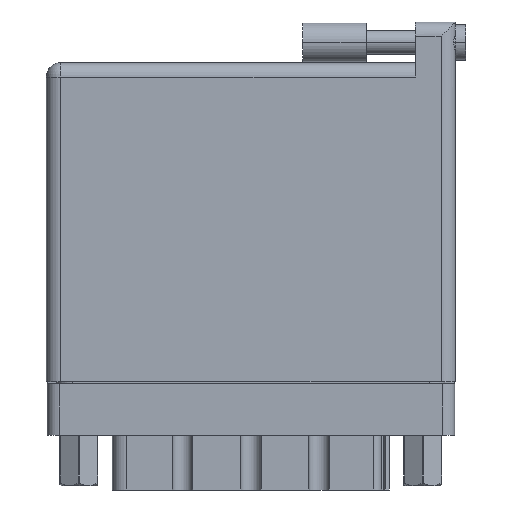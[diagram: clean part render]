
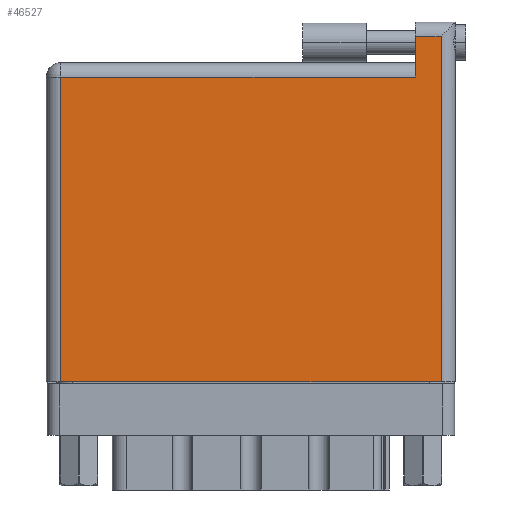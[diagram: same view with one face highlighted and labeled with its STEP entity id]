
A CAD part, front view. The second image highlights one B-rep face of the part: STEP entity #46527.
In plain terms, the highlighted face is planar.
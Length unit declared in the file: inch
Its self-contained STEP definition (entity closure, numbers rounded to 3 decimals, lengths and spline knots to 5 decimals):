
#798 = DIRECTION ( 'NONE',  ( -1., 0., 0. ) ) ;
#1628 = VERTEX_POINT ( 'NONE', #33597 ) ;
#3026 = CARTESIAN_POINT ( 'NONE',  ( 0.07, 0., 0. ) ) ;
#3212 = VERTEX_POINT ( 'NONE', #14431 ) ;
#6518 = EDGE_CURVE ( 'NONE', #33004, #3212, #48741, .T. ) ;
#6737 = VECTOR ( 'NONE', #22740, 39.37008 ) ;
#6919 = LINE ( 'NONE', #32466, #31511 ) ;
#6933 = LINE ( 'NONE', #10721, #46575 ) ;
#7247 = CARTESIAN_POINT ( 'NONE',  ( 1.811, 1.766, 0. ) ) ;
#8794 = LINE ( 'NONE', #3026, #38195 ) ;
#9128 = PLANE ( 'NONE',  #31721 ) ;
#9167 = LINE ( 'NONE', #30984, #6737 ) ;
#9925 = CARTESIAN_POINT ( 'NONE',  ( 1.938, 1.696, 0. ) ) ;
#10480 = EDGE_CURVE ( 'NONE', #1628, #33004, #41847, .T. ) ;
#10721 = CARTESIAN_POINT ( 'NONE',  ( 0., 0., 0. ) ) ;
#10967 = EDGE_CURVE ( 'NONE', #3212, #41785, #8794, .T. ) ;
#11065 = DIRECTION ( 'NONE',  ( 0., -1., 0. ) ) ;
#11571 = ORIENTED_EDGE ( 'NONE', *, *, #45928, .T. ) ;
#13486 = ORIENTED_EDGE ( 'NONE', *, *, #6518, .T. ) ;
#14431 = CARTESIAN_POINT ( 'NONE',  ( 0.07, 1.496, 0. ) ) ;
#15112 = DIRECTION ( 'NONE',  ( 0., -1., 0. ) ) ;
#17912 = EDGE_CURVE ( 'NONE', #39168, #29916, #6919, .T. ) ;
#19482 = CARTESIAN_POINT ( 'NONE',  ( 1.811, 1.496, 0. ) ) ;
#20130 = CARTESIAN_POINT ( 'NONE',  ( 0.07, 0., 0. ) ) ;
#22562 = VECTOR ( 'NONE', #15112, 39.37008 ) ;
#22740 = DIRECTION ( 'NONE',  ( -1., 0., 0. ) ) ;
#23057 = FACE_OUTER_BOUND ( 'NONE', #45208, .T. ) ;
#26539 = VECTOR ( 'NONE', #798, 39.37008 ) ;
#29916 = VERTEX_POINT ( 'NONE', #9925 ) ;
#30984 = CARTESIAN_POINT ( 'NONE',  ( 0., 1.696, 0. ) ) ;
#31511 = VECTOR ( 'NONE', #32809, 39.37008 ) ;
#31721 = AXIS2_PLACEMENT_3D ( 'NONE', #32072, #31904, #39521 ) ;
#31904 = DIRECTION ( 'NONE',  ( 0., 0., -1. ) ) ;
#32072 = CARTESIAN_POINT ( 'NONE',  ( 0., 1.566, 0. ) ) ;
#32466 = CARTESIAN_POINT ( 'NONE',  ( 1.938, 1.766, 0. ) ) ;
#32809 = DIRECTION ( 'NONE',  ( 0., 1., 0. ) ) ;
#33004 = VERTEX_POINT ( 'NONE', #19482 ) ;
#33597 = CARTESIAN_POINT ( 'NONE',  ( 1.811, 1.696, 0. ) ) ;
#34469 = CARTESIAN_POINT ( 'NONE',  ( 1.938, 0., 0. ) ) ;
#37200 = ORIENTED_EDGE ( 'NONE', *, *, #10480, .T. ) ;
#38195 = VECTOR ( 'NONE', #11065, 39.37008 ) ;
#39168 = VERTEX_POINT ( 'NONE', #34469 ) ;
#39521 = DIRECTION ( 'NONE',  ( -1., 0., 0. ) ) ;
#39992 = ORIENTED_EDGE ( 'NONE', *, *, #40194, .T. ) ;
#40194 = EDGE_CURVE ( 'NONE', #29916, #1628, #9167, .T. ) ;
#41319 = ORIENTED_EDGE ( 'NONE', *, *, #10967, .T. ) ;
#41785 = VERTEX_POINT ( 'NONE', #20130 ) ;
#41847 = LINE ( 'NONE', #7247, #22562 ) ;
#43078 = ORIENTED_EDGE ( 'NONE', *, *, #17912, .T. ) ;
#45208 = EDGE_LOOP ( 'NONE', ( #11571, #43078, #39992, #37200, #13486, #41319 ) ) ;
#45928 = EDGE_CURVE ( 'NONE', #41785, #39168, #6933, .T. ) ;
#46527 = ADVANCED_FACE ( 'NONE', ( #23057 ), #9128, .F. ) ;
#46575 = VECTOR ( 'NONE', #49308, 39.37008 ) ;
#46879 = CARTESIAN_POINT ( 'NONE',  ( 0., 1.496, 0. ) ) ;
#48741 = LINE ( 'NONE', #46879, #26539 ) ;
#49308 = DIRECTION ( 'NONE',  ( 1., 0., 0. ) ) ;
